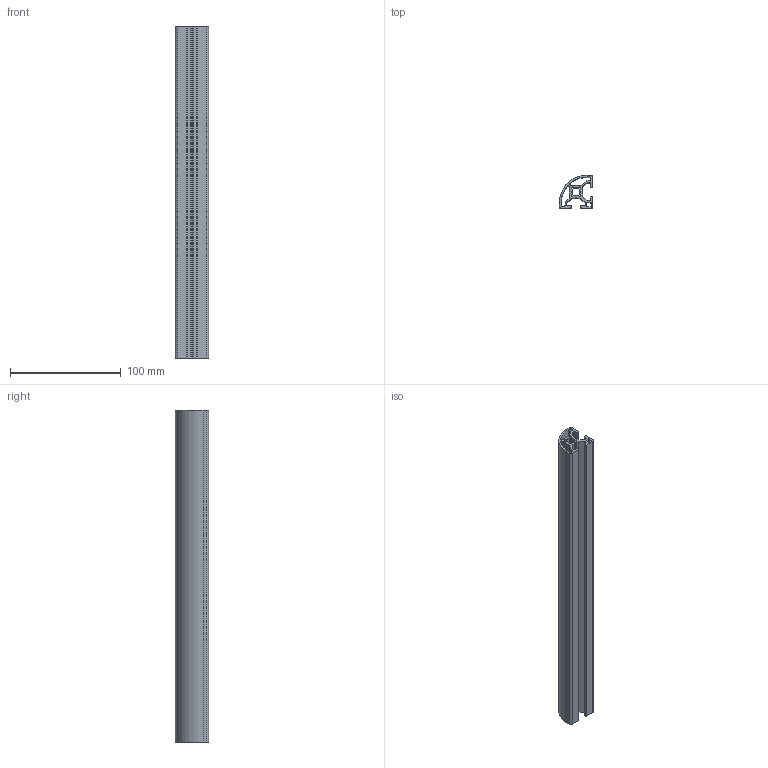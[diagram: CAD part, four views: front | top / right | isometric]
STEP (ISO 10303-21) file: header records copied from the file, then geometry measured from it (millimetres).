
FILE_DESCRIPTION(/* description */ (''),/* implementation_level */ '2;1');
FILE_NAME(/* name */ 'BSP8-_32_7,3.step',/* time_stamp */ '2023-05-24T14:51:38+02:00',/* author */ (''),/* organization */ (''),/* preprocessor_version */ 'ST-DEVELOPER v19.2',/* originating_system */ 'Autodesk Translation Framework v12.4.0.73',/* authorisation */ '');
FILE_SCHEMA (('AUTOMOTIVE_DESIGN { 1 0 10303 214 3 1 1 }'));
Length unit declared in the file: millimetre
Products named in the file (1): BSP8-_32_7,3
Bounding box: 30 x 30 x 300 mm (x, y, z)
Volume: 85816.4 mm3; surface area: 91658.3 mm2
Topology: 1 solids, 1 shells, 140 faces, 414 edges, 276 vertices
Faces by surface type: cylinder 78, plane 62
Entity records: 4783 total; most frequent: DIRECTION 852, CARTESIAN_POINT 831, ORIENTED_EDGE 828, EDGE_CURVE 414, AXIS2_PLACEMENT_3D 297, VERTEX_POINT 276, LINE 258, VECTOR 258
